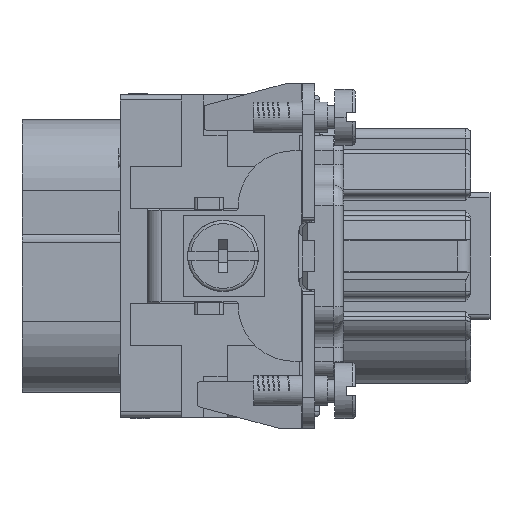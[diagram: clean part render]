
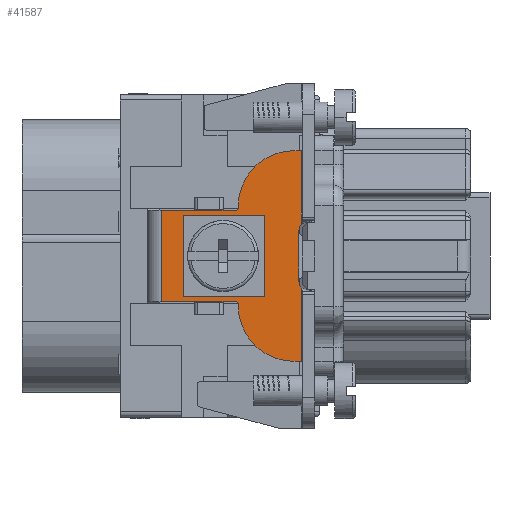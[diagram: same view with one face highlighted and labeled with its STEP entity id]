
A CAD part, left-side view. The second image highlights one B-rep face of the part: STEP entity #41587.
In plain terms, the highlighted planar face has unit normal (-1, 0, 0).
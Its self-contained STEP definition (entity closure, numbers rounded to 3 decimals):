
#9843=DIRECTION('',(0.,0.,1.));
#9844=VECTOR('',#9843,7.231);
#9845=CARTESIAN_POINT('',(-33.15,1.3,
-10.4));
#9846=LINE('',#9845,#9844);
#9880=CARTESIAN_POINT('',(-33.15,0.557,
-2.5));
#9881=DIRECTION('',(1.,0.,0.));
#9882=DIRECTION('',(0.,0.743,-0.669));
#9883=AXIS2_PLACEMENT_3D('',#9880,#9881,#9882);
#9885=DIRECTION('',(0.,-1.,0.));
#9886=VECTOR('',#9885,0.757);
#9887=CARTESIAN_POINT('',(-33.15,2.057,
-10.4));
#9888=LINE('',#9887,#9886);
#9889=CARTESIAN_POINT('',(-33.15,2.057,
-4.9));
#9890=DIRECTION('',(-1.,0.,0.));
#9891=DIRECTION('',(0.,1.,0.));
#9892=AXIS2_PLACEMENT_3D('',#9889,#9890,#9891);
#9894=DIRECTION('',(0.,0.,-1.));
#9895=VECTOR('',#9894,0.1);
#9896=CARTESIAN_POINT('',(-33.15,7.557,
-4.8));
#9897=LINE('',#9896,#9895);
#9898=CARTESIAN_POINT('',(-33.15,7.857,
-4.8));
#9899=DIRECTION('',(1.,0.,0.));
#9900=DIRECTION('',(0.,0.,1.));
#9901=AXIS2_PLACEMENT_3D('',#9898,#9899,#9900);
#9903=DIRECTION('',(0.,-1.,0.));
#9904=VECTOR('',#9903,1.2);
#9905=CARTESIAN_POINT('',(-33.15,9.057,
-4.5));
#9906=LINE('',#9905,#9904);
#9907=DIRECTION('',(0.,-1.,0.));
#9908=VECTOR('',#9907,3.286);
#9909=CARTESIAN_POINT('',(-33.15,15.143,
-4.5));
#9910=LINE('',#9909,#9908);
#9911=DIRECTION('',(0.,0.,1.));
#9912=VECTOR('',#9911,9.);
#9913=CARTESIAN_POINT('',(-33.15,15.143,
-4.5));
#9914=LINE('',#9913,#9912);
#9915=DIRECTION('',(0.,1.,0.));
#9916=VECTOR('',#9915,3.286);
#9917=CARTESIAN_POINT('',(-33.15,11.857,4.5));
#9918=LINE('',#9917,#9916);
#9919=DIRECTION('',(0.,1.,0.));
#9920=VECTOR('',#9919,1.2);
#9921=CARTESIAN_POINT('',(-33.15,7.857,4.5));
#9922=LINE('',#9921,#9920);
#9923=CARTESIAN_POINT('',(-33.15,7.857,4.8));
#9924=DIRECTION('',(1.,0.,0.));
#9925=DIRECTION('',(0.,-1.,0.));
#9926=AXIS2_PLACEMENT_3D('',#9923,#9924,#9925);
#9928=DIRECTION('',(0.,0.,-1.));
#9929=VECTOR('',#9928,0.1);
#9930=CARTESIAN_POINT('',(-33.15,7.557,4.9));
#9931=LINE('',#9930,#9929);
#9932=CARTESIAN_POINT('',(-33.15,2.057,4.9));
#9933=DIRECTION('',(-1.,0.,0.));
#9934=DIRECTION('',(0.,0.,1.));
#9935=AXIS2_PLACEMENT_3D('',#9932,#9933,#9934);
#9937=DIRECTION('',(0.,1.,0.));
#9938=VECTOR('',#9937,0.743);
#9939=CARTESIAN_POINT('',(-33.15,1.314,10.4));
#9940=LINE('',#9939,#9938);
#9941=DIRECTION('',(0.,0.,1.));
#9942=VECTOR('',#9941,7.247);
#9943=CARTESIAN_POINT('',(-33.15,1.314,3.153));
#9944=LINE('',#9943,#9942);
#9945=CARTESIAN_POINT('',(-33.15,0.557,
2.5));
#9946=DIRECTION('',(1.,0.,0.));
#9947=DIRECTION('',(0.,1.,0.));
#9948=AXIS2_PLACEMENT_3D('',#9945,#9946,#9947);
#9950=DIRECTION('',(0.,-1.,0.));
#9951=VECTOR('',#9950,8.);
#9952=CARTESIAN_POINT('',(-33.15,12.979,
-4.));
#9953=LINE('',#9952,#9951);
#9954=DIRECTION('',(0.,0.,1.));
#9955=VECTOR('',#9954,8.);
#9956=CARTESIAN_POINT('',(-33.15,4.979,
-4.));
#9957=LINE('',#9956,#9955);
#9958=DIRECTION('',(0.,1.,0.));
#9959=VECTOR('',#9958,8.);
#9960=CARTESIAN_POINT('',(-33.15,4.979,4.));
#9961=LINE('',#9960,#9959);
#9962=DIRECTION('',(0.,0.,-1.));
#9963=VECTOR('',#9962,8.);
#9964=CARTESIAN_POINT('',(-33.15,12.979,4.));
#9965=LINE('',#9964,#9963);
#9966=DIRECTION('',(0.06,0.,0.998));
#9967=VECTOR('',#9966,4.989);
#9968=CARTESIAN_POINT('',(-33.15,1.557,
-2.48));
#9969=LINE('',#9968,#9967);
#10034=CARTESIAN_POINT('',(-33.15,1.314,
3.153));
#10090=DIRECTION('',(0.,1.,0.));
#10091=VECTOR('',#10090,2.8);
#10092=CARTESIAN_POINT('',(-33.15,9.057,
4.5));
#10093=LINE('',#10092,#10091);
#10204=DIRECTION('',(0.,1.,0.));
#10205=VECTOR('',#10204,2.8);
#10206=CARTESIAN_POINT('',(-33.15,9.057,
-4.5));
#10207=LINE('',#10206,#10205);
#28916=CARTESIAN_POINT('',(-33.15,7.557,
-4.9));
#28917=CARTESIAN_POINT('',(-33.15,2.057,
-10.4));
#28918=VERTEX_POINT('',#28916);
#28919=VERTEX_POINT('',#28917);
#28920=CARTESIAN_POINT('',(-33.15,7.557,
-4.8));
#28921=VERTEX_POINT('',#28920);
#28922=CARTESIAN_POINT('',(-33.15,7.857,
-4.5));
#28923=VERTEX_POINT('',#28922);
#28964=CARTESIAN_POINT('',(-33.15,7.557,
4.8));
#28965=CARTESIAN_POINT('',(-33.15,7.857,
4.5));
#28966=VERTEX_POINT('',#28964);
#28967=VERTEX_POINT('',#28965);
#28968=CARTESIAN_POINT('',(-33.15,7.557,
4.9));
#28969=VERTEX_POINT('',#28968);
#28970=CARTESIAN_POINT('',(-33.15,2.057,
10.4));
#28971=VERTEX_POINT('',#28970);
#29088=CARTESIAN_POINT('',(-33.15,15.143,
4.5));
#29089=VERTEX_POINT('',#29088);
#29090=CARTESIAN_POINT('',(-33.15,15.143,
-4.5));
#29091=VERTEX_POINT('',#29090);
#29102=CARTESIAN_POINT('',(-33.15,9.057,
-4.5));
#29103=VERTEX_POINT('',#29102);
#29106=CARTESIAN_POINT('',(-33.15,11.857,
-4.5));
#29107=VERTEX_POINT('',#29106);
#29118=CARTESIAN_POINT('',(-33.15,9.057,
4.5));
#29119=VERTEX_POINT('',#29118);
#29122=CARTESIAN_POINT('',(-33.15,11.857,
4.5));
#29123=VERTEX_POINT('',#29122);
#29157=CARTESIAN_POINT('',(-33.15,1.314,
10.4));
#29158=VERTEX_POINT('',#29157);
#29172=VERTEX_POINT('',#10034);
#29179=CARTESIAN_POINT('',(-33.15,1.3,
-10.4));
#29180=VERTEX_POINT('',#29179);
#29188=CARTESIAN_POINT('',(-33.15,1.3,
-3.169));
#29189=VERTEX_POINT('',#29188);
#29225=CARTESIAN_POINT('',(-33.15,1.557,
2.5));
#29226=VERTEX_POINT('',#29225);
#29229=CARTESIAN_POINT('',(-33.15,1.557,
-2.48));
#29230=VERTEX_POINT('',#29229);
#30136=CARTESIAN_POINT('',(-33.15,12.979,
-4.));
#30137=CARTESIAN_POINT('',(-33.15,4.979,
-4.));
#30138=VERTEX_POINT('',#30136);
#30139=VERTEX_POINT('',#30137);
#30140=CARTESIAN_POINT('',(-33.15,4.979,
4.));
#30141=VERTEX_POINT('',#30140);
#30142=CARTESIAN_POINT('',(-33.15,12.979,
4.));
#30143=VERTEX_POINT('',#30142);
#41531=CARTESIAN_POINT('',(-33.15,1.228,
-0.694));
#41532=DIRECTION('',(-1.,0.,0.));
#41533=DIRECTION('',(0.,0.,1.));
#41534=AXIS2_PLACEMENT_3D('',#41531,#41532,#41533);
#41535=PLANE('',#41534);
#41537=ORIENTED_EDGE('',*,*,#41536,.F.);
#41539=ORIENTED_EDGE('',*,*,#41538,.F.);
#41540=ORIENTED_EDGE('',*,*,#41519,.F.);
#41542=ORIENTED_EDGE('',*,*,#41541,.F.);
#41544=ORIENTED_EDGE('',*,*,#41543,.F.);
#41546=ORIENTED_EDGE('',*,*,#41545,.F.);
#41548=ORIENTED_EDGE('',*,*,#41547,.F.);
#41550=ORIENTED_EDGE('',*,*,#41549,.F.);
#41552=ORIENTED_EDGE('',*,*,#41551,.T.);
#41554=ORIENTED_EDGE('',*,*,#41553,.F.);
#41556=ORIENTED_EDGE('',*,*,#41555,.T.);
#41558=ORIENTED_EDGE('',*,*,#41557,.F.);
#41560=ORIENTED_EDGE('',*,*,#41559,.F.);
#41562=ORIENTED_EDGE('',*,*,#41561,.F.);
#41564=ORIENTED_EDGE('',*,*,#41563,.F.);
#41566=ORIENTED_EDGE('',*,*,#41565,.F.);
#41568=ORIENTED_EDGE('',*,*,#41567,.F.);
#41570=ORIENTED_EDGE('',*,*,#41569,.F.);
#41572=ORIENTED_EDGE('',*,*,#41571,.F.);
#41574=ORIENTED_EDGE('',*,*,#41573,.F.);
#41575=EDGE_LOOP('',(#41537,#41539,#41540,#41542,#41544,#41546,#41548,#41550,
#41552,#41554,#41556,#41558,#41560,#41562,#41564,#41566,#41568,#41570,#41572,
#41574));
#41576=FACE_OUTER_BOUND('',#41575,.F.);
#41578=ORIENTED_EDGE('',*,*,#41577,.T.);
#41580=ORIENTED_EDGE('',*,*,#41579,.T.);
#41582=ORIENTED_EDGE('',*,*,#41581,.T.);
#41584=ORIENTED_EDGE('',*,*,#41583,.T.);
#41585=EDGE_LOOP('',(#41578,#41580,#41582,#41584));
#41586=FACE_BOUND('',#41585,.F.);
#41587=ADVANCED_FACE('',(#41576,#41586),#41535,.T.);
#9884=CIRCLE('',#9883,1.);
#9893=CIRCLE('',#9892,5.5);
#9902=CIRCLE('',#9901,0.3);
#9927=CIRCLE('',#9926,0.3);
#9936=CIRCLE('',#9935,5.5);
#9949=CIRCLE('',#9948,1.);
#41519=EDGE_CURVE('',#29180,#29189,#9846,.T.);
#41536=EDGE_CURVE('',#29230,#29226,#9969,.T.);
#41538=EDGE_CURVE('',#29189,#29230,#9884,.T.);
#41541=EDGE_CURVE('',#28919,#29180,#9888,.T.);
#41543=EDGE_CURVE('',#28918,#28919,#9893,.T.);
#41545=EDGE_CURVE('',#28921,#28918,#9897,.T.);
#41547=EDGE_CURVE('',#28923,#28921,#9902,.T.);
#41549=EDGE_CURVE('',#29103,#28923,#9906,.T.);
#41551=EDGE_CURVE('',#29103,#29107,#10207,.T.);
#41553=EDGE_CURVE('',#29091,#29107,#9910,.T.);
#41555=EDGE_CURVE('',#29091,#29089,#9914,.T.);
#41557=EDGE_CURVE('',#29123,#29089,#9918,.T.);
#41559=EDGE_CURVE('',#29119,#29123,#10093,.T.);
#41561=EDGE_CURVE('',#28967,#29119,#9922,.T.);
#41563=EDGE_CURVE('',#28966,#28967,#9927,.T.);
#41565=EDGE_CURVE('',#28969,#28966,#9931,.T.);
#41567=EDGE_CURVE('',#28971,#28969,#9936,.T.);
#41569=EDGE_CURVE('',#29158,#28971,#9940,.T.);
#41571=EDGE_CURVE('',#29172,#29158,#9944,.T.);
#41573=EDGE_CURVE('',#29226,#29172,#9949,.T.);
#41577=EDGE_CURVE('',#30138,#30139,#9953,.T.);
#41579=EDGE_CURVE('',#30139,#30141,#9957,.T.);
#41581=EDGE_CURVE('',#30141,#30143,#9961,.T.);
#41583=EDGE_CURVE('',#30143,#30138,#9965,.T.);
